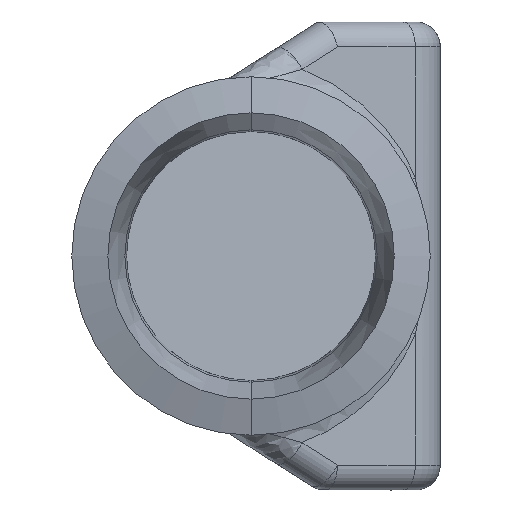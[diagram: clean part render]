
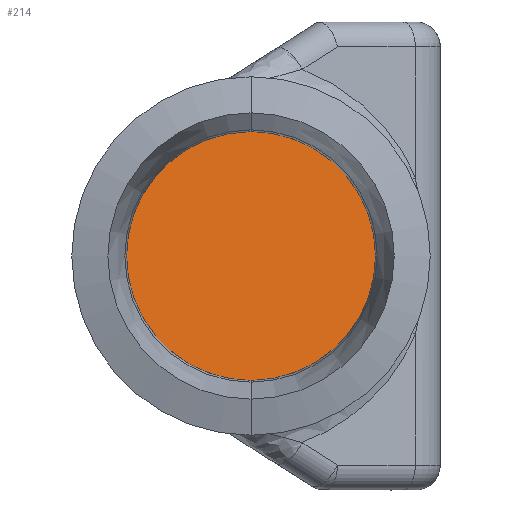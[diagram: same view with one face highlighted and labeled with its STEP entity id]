
A CAD part, left-side view. The second image highlights one B-rep face of the part: STEP entity #214.
In plain terms, the highlighted planar face has unit normal (-0.866, -0.5, 0).
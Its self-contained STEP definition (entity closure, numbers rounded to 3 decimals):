
#182 = VERTEX_POINT ( 'NONE', #1390 ) ;
#199 = CARTESIAN_POINT ( 'NONE',  ( 33.385, 0., 2.5 ) ) ;
#214 = ADVANCED_FACE ( 'NONE', ( #673 ), #682, .T. ) ;
#311 =( BOUNDED_CURVE ( )  B_SPLINE_CURVE ( 3, ( #1036, #615, #1187, #1572 ),
 .UNSPECIFIED., .F., .T. ) 
 B_SPLINE_CURVE_WITH_KNOTS ( ( 4, 4 ),
 ( 4.712, 7.854 ),
 .UNSPECIFIED. ) 
 CURVE ( )  GEOMETRIC_REPRESENTATION_ITEM ( )  RATIONAL_B_SPLINE_CURVE ( ( 1., 0.333, 0.333, 1. ) ) 
 REPRESENTATION_ITEM ( '' )  );
#456 = CARTESIAN_POINT ( 'NONE',  ( 36.272, -5., -2.5 ) ) ;
#563 = DIRECTION ( 'NONE',  ( -0.866, -0.5, 0. ) ) ;
#574 = DIRECTION ( 'NONE',  ( 0.5, -0.866, 0. ) ) ;
#615 = CARTESIAN_POINT ( 'NONE',  ( 30.499, 5., 2.5 ) ) ;
#673 = FACE_OUTER_BOUND ( 'NONE', #914, .T. ) ;
#682 = PLANE ( 'NONE',  #1104 ) ;
#771 = VERTEX_POINT ( 'NONE', #1317 ) ;
#876 = CARTESIAN_POINT ( 'NONE',  ( 36.272, -5., 2.5 ) ) ;
#914 = EDGE_LOOP ( 'NONE', ( #1789, #1486 ) ) ;
#1036 = CARTESIAN_POINT ( 'NONE',  ( 33.385, 0., 2.5 ) ) ;
#1092 = CARTESIAN_POINT ( 'NONE',  ( 35.579, -3.8, -13.306 ) ) ;
#1104 = AXIS2_PLACEMENT_3D ( 'NONE', #1092, #563, #574 ) ;
#1187 = CARTESIAN_POINT ( 'NONE',  ( 30.499, 5., -2.5 ) ) ;
#1317 = CARTESIAN_POINT ( 'NONE',  ( 33.385, 0., -2.5 ) ) ;
#1388 = EDGE_CURVE ( 'NONE', #182, #771, #311, .T. ) ;
#1390 = CARTESIAN_POINT ( 'NONE',  ( 33.385, 0., 2.5 ) ) ;
#1486 = ORIENTED_EDGE ( 'NONE', *, *, #1769, .T. ) ;
#1572 = CARTESIAN_POINT ( 'NONE',  ( 33.385, 0., -2.5 ) ) ;
#1579 = CARTESIAN_POINT ( 'NONE',  ( 33.385, 0., -2.5 ) ) ;
#1769 = EDGE_CURVE ( 'NONE', #771, #182, #1820, .T. ) ;
#1789 = ORIENTED_EDGE ( 'NONE', *, *, #1388, .T. ) ;
#1820 =( BOUNDED_CURVE ( )  B_SPLINE_CURVE ( 3, ( #1579, #456, #876, #199 ),
 .UNSPECIFIED., .F., .T. ) 
 B_SPLINE_CURVE_WITH_KNOTS ( ( 4, 4 ),
 ( 1.571, 4.712 ),
 .UNSPECIFIED. ) 
 CURVE ( )  GEOMETRIC_REPRESENTATION_ITEM ( )  RATIONAL_B_SPLINE_CURVE ( ( 1., 0.333, 0.333, 1. ) ) 
 REPRESENTATION_ITEM ( '' )  );
